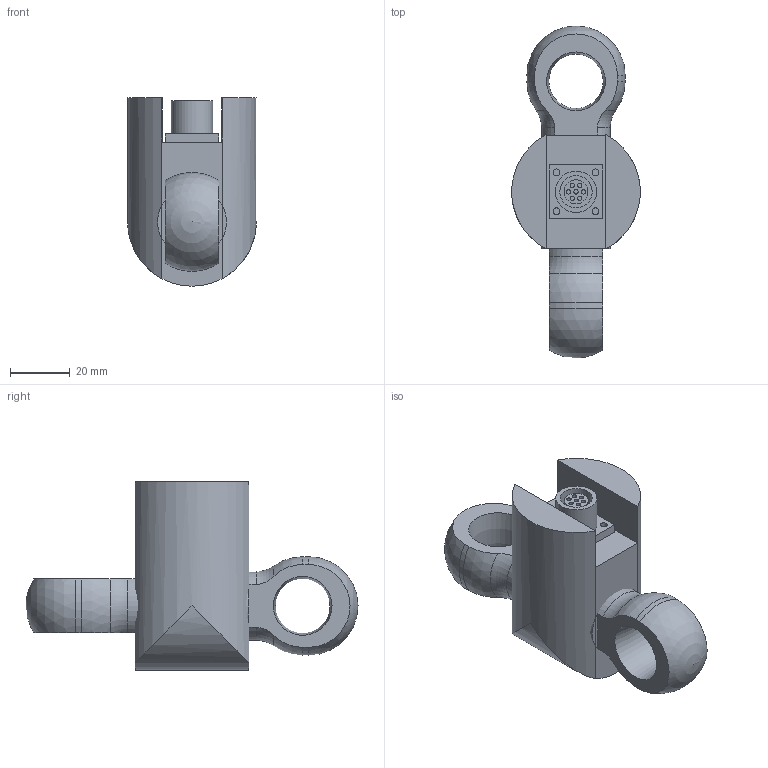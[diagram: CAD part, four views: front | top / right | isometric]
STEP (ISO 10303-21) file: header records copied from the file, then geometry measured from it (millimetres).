
FILE_DESCRIPTION(/* description */ (''),/* implementation_level */ '2;1');
FILE_NAME(/* name */ '110RH-ST-(0.5-2)t v2.step',/* time_stamp */ '2020-02-04T10:54:40-08:00',/* author */ (''),/* organization */ (''),/* preprocessor_version */ 'ST-DEVELOPER v18',/* originating_system */ 'Autodesk Translation Framework v8.12.0.6',/* authorisation */ '');
FILE_SCHEMA (('AUTOMOTIVE_DESIGN { 1 0 10303 214 3 1 1 }'));
Length unit declared in the file: millimetre
Products named in the file (4): 110RH-ST-(0.5-2)t; Case; Pin Head 2 v1; Connector
Assembly tree (4 placements, depth 2):
  110RH-ST-(0.5-2)t
    Case
    Pin Head 2 v1  x2
    Connector
Bounding box: 43 x 111 x 63 mm (x, y, z)
Volume: 112507.5 mm3; surface area: 24334.5 mm2
Topology: 4 solids, 4 shells, 70 faces, 165 edges, 112 vertices
Faces by surface type: plane 34, cylinder 24, torus 6, sphere 6
Full cylindrical faces by diameter (mm): 1.5 x7, 2.3 x4, 8 x1, 10.8 x1, 12 x1, 13.8 x1, 23 x2
Entity records: 1781 total; most frequent: DIRECTION 310, CARTESIAN_POINT 307, ORIENTED_EDGE 246, AXIS2_PLACEMENT_3D 127, EDGE_CURVE 123, VERTEX_POINT 84, EDGE_LOOP 77, CIRCLE 59
